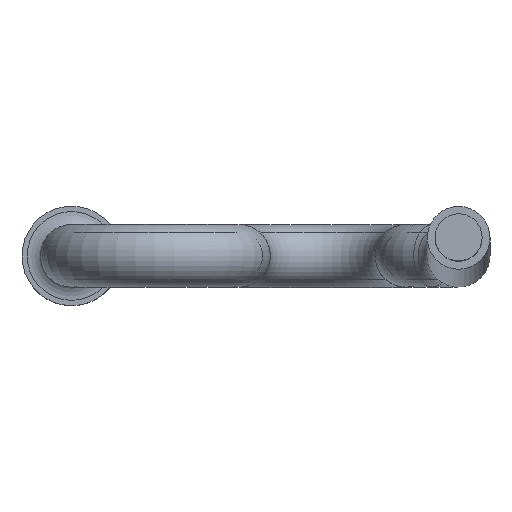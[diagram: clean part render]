
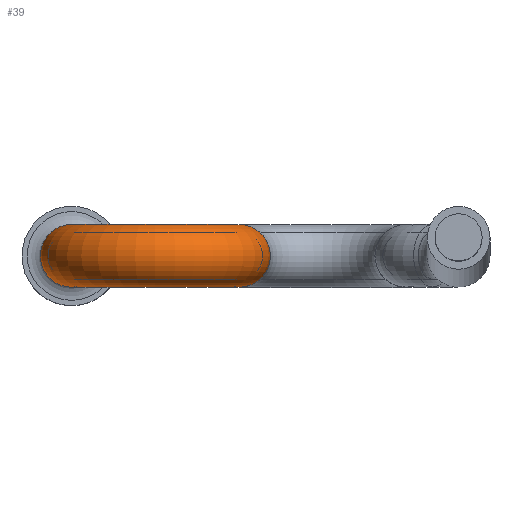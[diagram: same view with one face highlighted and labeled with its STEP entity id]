
A CAD part, top view. The second image highlights one B-rep face of the part: STEP entity #39.
In plain terms, the highlighted toroidal (fillet/blend) face has major radius 1.6 mm and minor radius 0.6 mm.
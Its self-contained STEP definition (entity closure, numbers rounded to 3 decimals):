
#39 = ADVANCED_FACE('',(#40),#55,.T.);
#40 = FACE_BOUND('',#41,.T.);
#41 = EDGE_LOOP('',(#42,#73,#100,#101));
#42 = ORIENTED_EDGE('',*,*,#43,.T.);
#43 = EDGE_CURVE('',#44,#46,#48,.T.);
#44 = VERTEX_POINT('',#45);
#45 = CARTESIAN_POINT('',(0.6,0.,2.));
#46 = VERTEX_POINT('',#47);
#47 = CARTESIAN_POINT('',(2.6,0.,2.));
#48 = SEAM_CURVE('',#49,(#54,#66),.PCURVE_S1.);
#49 = CIRCLE('',#50,1.);
#50 = AXIS2_PLACEMENT_3D('',#51,#52,#53);
#51 = CARTESIAN_POINT('',(1.6,0.,2.));
#52 = DIRECTION('',(0.,1.,0.));
#53 = DIRECTION('',(1.,0.,0.));
#54 = PCURVE('',#55,#60);
#55 = TOROIDAL_SURFACE('',#56,1.6,0.6);
#56 = AXIS2_PLACEMENT_3D('',#57,#58,#59);
#57 = CARTESIAN_POINT('',(1.6,0.,2.));
#58 = DIRECTION('',(0.,1.,0.));
#59 = DIRECTION('',(1.,0.,0.));
#60 = DEFINITIONAL_REPRESENTATION('',(#61),#65);
#61 = LINE('',#62,#63);
#62 = CARTESIAN_POINT('',(0.,3.142));
#63 = VECTOR('',#64,1.);
#64 = DIRECTION('',(1.,0.));
#65 = ( GEOMETRIC_REPRESENTATION_CONTEXT(2) 
PARAMETRIC_REPRESENTATION_CONTEXT() REPRESENTATION_CONTEXT('2D SPACE',''
  ) );
#66 = PCURVE('',#55,#67);
#67 = DEFINITIONAL_REPRESENTATION('',(#68),#72);
#68 = LINE('',#69,#70);
#69 = CARTESIAN_POINT('',(0.,9.425));
#70 = VECTOR('',#71,1.);
#71 = DIRECTION('',(1.,0.));
#72 = ( GEOMETRIC_REPRESENTATION_CONTEXT(2) 
PARAMETRIC_REPRESENTATION_CONTEXT() REPRESENTATION_CONTEXT('2D SPACE',''
  ) );
#73 = ORIENTED_EDGE('',*,*,#74,.T.);
#74 = EDGE_CURVE('',#46,#46,#75,.T.);
#75 = SURFACE_CURVE('',#76,(#81,#88),.PCURVE_S1.);
#76 = CIRCLE('',#77,0.6);
#77 = AXIS2_PLACEMENT_3D('',#78,#79,#80);
#78 = CARTESIAN_POINT('',(3.2,0.,2.));
#79 = DIRECTION('',(0.,0.,1.));
#80 = DIRECTION('',(1.,0.,0.));
#81 = PCURVE('',#55,#82);
#82 = DEFINITIONAL_REPRESENTATION('',(#83),#87);
#83 = LINE('',#84,#85);
#84 = CARTESIAN_POINT('',(6.283,0.));
#85 = VECTOR('',#86,1.);
#86 = DIRECTION('',(0.,1.));
#87 = ( GEOMETRIC_REPRESENTATION_CONTEXT(2) 
PARAMETRIC_REPRESENTATION_CONTEXT() REPRESENTATION_CONTEXT('2D SPACE',''
  ) );
#88 = PCURVE('',#89,#94);
#89 = CYLINDRICAL_SURFACE('',#90,0.6);
#90 = AXIS2_PLACEMENT_3D('',#91,#92,#93);
#91 = CARTESIAN_POINT('',(3.2,0.,2.));
#92 = DIRECTION('',(0.,0.,-1.));
#93 = DIRECTION('',(-1.,0.,0.));
#94 = DEFINITIONAL_REPRESENTATION('',(#95),#99);
#95 = LINE('',#96,#97);
#96 = CARTESIAN_POINT('',(9.425,0.));
#97 = VECTOR('',#98,1.);
#98 = DIRECTION('',(-1.,-0.));
#99 = ( GEOMETRIC_REPRESENTATION_CONTEXT(2) 
PARAMETRIC_REPRESENTATION_CONTEXT() REPRESENTATION_CONTEXT('2D SPACE',''
  ) );
#100 = ORIENTED_EDGE('',*,*,#43,.F.);
#101 = ORIENTED_EDGE('',*,*,#102,.T.);
#102 = EDGE_CURVE('',#44,#44,#103,.T.);
#103 = SURFACE_CURVE('',#104,(#109,#116),.PCURVE_S1.);
#104 = CIRCLE('',#105,0.6);
#105 = AXIS2_PLACEMENT_3D('',#106,#107,#108);
#106 = CARTESIAN_POINT('',(0.,0.,2.));
#107 = DIRECTION('',(-0.,0.,1.));
#108 = DIRECTION('',(1.,0.,0.));
#109 = PCURVE('',#55,#110);
#110 = DEFINITIONAL_REPRESENTATION('',(#111),#115);
#111 = LINE('',#112,#113);
#112 = CARTESIAN_POINT('',(3.142,9.425));
#113 = VECTOR('',#114,1.);
#114 = DIRECTION('',(-0.,-1.));
#115 = ( GEOMETRIC_REPRESENTATION_CONTEXT(2) 
PARAMETRIC_REPRESENTATION_CONTEXT() REPRESENTATION_CONTEXT('2D SPACE',''
  ) );
#116 = PCURVE('',#117,#122);
#117 = PLANE('',#118);
#118 = AXIS2_PLACEMENT_3D('',#119,#120,#121);
#119 = CARTESIAN_POINT('',(0.,0.,2.));
#120 = DIRECTION('',(0.,0.,1.));
#121 = DIRECTION('',(1.,0.,0.));
#122 = DEFINITIONAL_REPRESENTATION('',(#123),#127);
#123 = CIRCLE('',#124,0.6);
#124 = AXIS2_PLACEMENT_2D('',#125,#126);
#125 = CARTESIAN_POINT('',(0.,0.));
#126 = DIRECTION('',(1.,0.));
#127 = ( GEOMETRIC_REPRESENTATION_CONTEXT(2) 
PARAMETRIC_REPRESENTATION_CONTEXT() REPRESENTATION_CONTEXT('2D SPACE',''
  ) );
